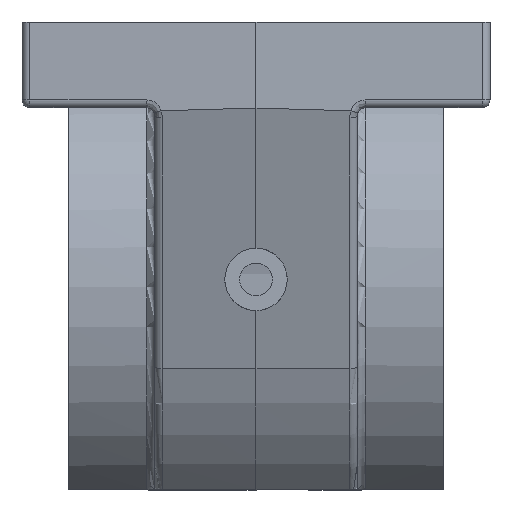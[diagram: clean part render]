
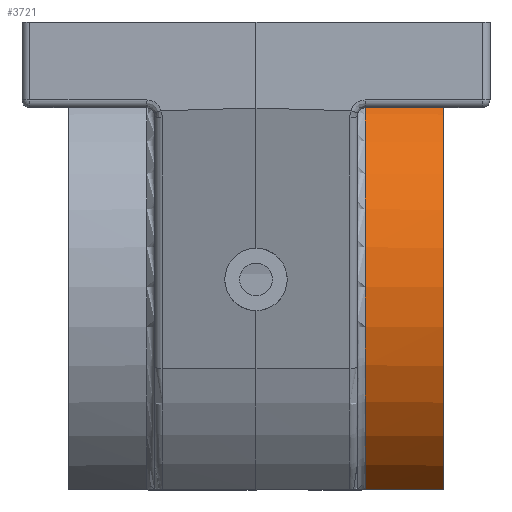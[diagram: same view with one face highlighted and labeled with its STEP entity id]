
A CAD part, left-side view. The second image highlights one B-rep face of the part: STEP entity #3721.
In plain terms, the highlighted conical face has half-angle 0.5 degrees and reference radius 30 mm.
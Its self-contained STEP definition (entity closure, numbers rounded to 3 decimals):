
#24 = CARTESIAN_POINT ( 'NONE',  ( -16.297, -24., -56.5 ) ) ;
#49 = EDGE_CURVE ( 'NONE', #3887, #1023, #248, .T. ) ;
#248 = B_SPLINE_CURVE_WITH_KNOTS ( 'NONE', 3,
 ( #701, #2388, #3954, #24 ),
 .UNSPECIFIED., .F., .F.,
 ( 4, 4 ),
 ( 0.061, 0.071 ),
 .UNSPECIFIED. ) ;
#442 = DIRECTION ( 'NONE',  ( 0., 1., 0. ) ) ;
#645 = EDGE_LOOP ( 'NONE', ( #769, #3618, #2352, #3774 ) ) ;
#650 = CARTESIAN_POINT ( 'NONE',  ( 0., -13.991, -31.5 ) ) ;
#701 = CARTESIAN_POINT ( 'NONE',  ( -16.457, -13.991, -56.5 ) ) ;
#769 = ORIENTED_EDGE ( 'NONE', *, *, #1865, .T. ) ;
#817 = VERTEX_POINT ( 'NONE', #3328 ) ;
#901 = CARTESIAN_POINT ( 'NONE',  ( 0., -6., -1.5 ) ) ;
#1023 = VERTEX_POINT ( 'NONE', #3211 ) ;
#1057 = CARTESIAN_POINT ( 'NONE',  ( -16.457, -13.991, -56.5 ) ) ;
#1138 = VECTOR ( 'NONE', #3500, 1000. ) ;
#1411 = CARTESIAN_POINT ( 'NONE',  ( 0., -24., -31.5 ) ) ;
#1582 = DIRECTION ( 'NONE',  ( 0., 0., -1. ) ) ;
#1865 = EDGE_CURVE ( 'NONE', #1023, #817, #3472, .T. ) ;
#2281 = AXIS2_PLACEMENT_3D ( 'NONE', #3751, #2737, #4046 ) ;
#2352 = ORIENTED_EDGE ( 'NONE', *, *, #2501, .T. ) ;
#2388 = CARTESIAN_POINT ( 'NONE',  ( -16.404, -17.328, -56.5 ) ) ;
#2501 = EDGE_CURVE ( 'NONE', #3639, #3887, #3608, .T. ) ;
#2663 = AXIS2_PLACEMENT_3D ( 'NONE', #1411, #442, #3050 ) ;
#2737 = DIRECTION ( 'NONE',  ( 0., 1., 0. ) ) ;
#3050 = DIRECTION ( 'NONE',  ( 0., 0., -1. ) ) ;
#3094 = EDGE_CURVE ( 'NONE', #817, #3639, #3821, .T. ) ;
#3211 = CARTESIAN_POINT ( 'NONE',  ( -16.297, -24., -56.5 ) ) ;
#3241 = DIRECTION ( 'NONE',  ( 0., -1., 0. ) ) ;
#3324 = CARTESIAN_POINT ( 'NONE',  ( 0., -13.991, -1.57 ) ) ;
#3328 = CARTESIAN_POINT ( 'NONE',  ( 0., -24., -1.657 ) ) ;
#3409 = FACE_OUTER_BOUND ( 'NONE', #645, .T. ) ;
#3472 = CIRCLE ( 'NONE', #2663, 29.843 ) ;
#3500 = DIRECTION ( 'NONE',  ( 0., 1., 0.009 ) ) ;
#3608 = CIRCLE ( 'NONE', #3880, 29.93 ) ;
#3618 = ORIENTED_EDGE ( 'NONE', *, *, #3094, .T. ) ;
#3639 = VERTEX_POINT ( 'NONE', #3324 ) ;
#3721 = ADVANCED_FACE ( 'NONE', ( #3409 ), #4114, .T. ) ;
#3751 = CARTESIAN_POINT ( 'NONE',  ( 0., -6., -31.5 ) ) ;
#3774 = ORIENTED_EDGE ( 'NONE', *, *, #49, .T. ) ;
#3821 = LINE ( 'NONE', #901, #1138 ) ;
#3880 = AXIS2_PLACEMENT_3D ( 'NONE', #650, #3241, #1582 ) ;
#3887 = VERTEX_POINT ( 'NONE', #1057 ) ;
#3954 = CARTESIAN_POINT ( 'NONE',  ( -16.351, -20.664, -56.5 ) ) ;
#4046 = DIRECTION ( 'NONE',  ( 0., 0., 1. ) ) ;
#4114 = CONICAL_SURFACE ( 'NONE', #2281, 30., 0.009 ) ;
